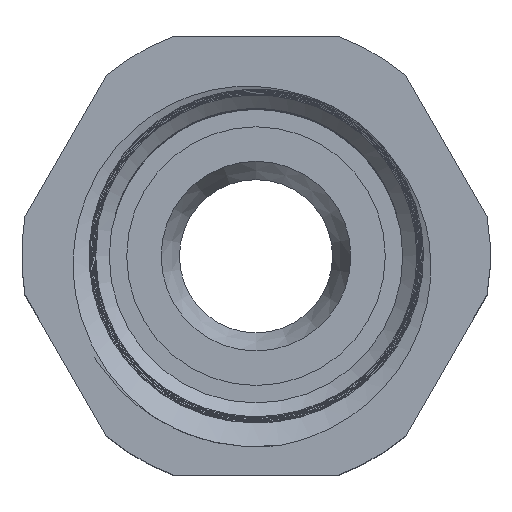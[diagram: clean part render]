
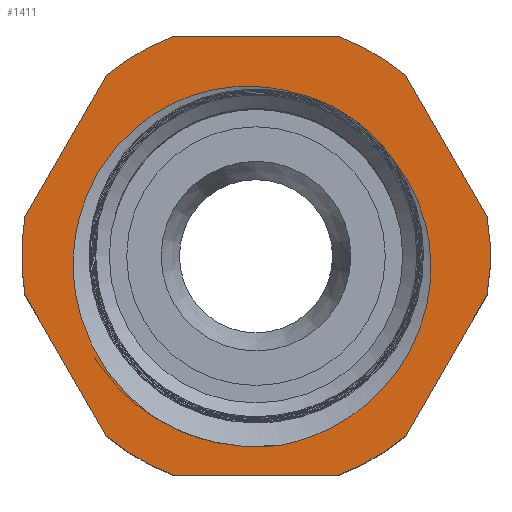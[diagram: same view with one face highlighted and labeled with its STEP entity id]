
A CAD part, top view. The second image highlights one B-rep face of the part: STEP entity #1411.
In plain terms, the highlighted face is planar.
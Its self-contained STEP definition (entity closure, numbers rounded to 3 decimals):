
#81=PLANE('',#1539);
#91=FACE_BOUND('',#226,.T.);
#155=FACE_OUTER_BOUND('',#225,.T.);
#225=EDGE_LOOP('',(#1310,#1311,#1312,#1313,#1314,#1315,#1316,#1317,#1318,
#1319,#1320,#1321));
#226=EDGE_LOOP('',(#1322,#1323,#1324,#1325));
#228=CIRCLE('',#1429,5.22);
#244=CIRCLE('',#1480,6.4);
#245=CIRCLE('',#1483,6.4);
#246=CIRCLE('',#1486,6.4);
#270=CIRCLE('',#1536,6.4);
#271=CIRCLE('',#1538,6.4);
#272=CIRCLE('',#1540,6.4);
#339=B_SPLINE_CURVE_WITH_KNOTS('',3,(#6405,#6406,#6407,#6408,#6409,#6410,
#6411,#6412),.UNSPECIFIED.,.F.,.F.,(4,2,2,4),(0.,0.198,0.32,
0.443),.UNSPECIFIED.);
#342=B_SPLINE_CURVE_WITH_KNOTS('',3,(#7231,#7232,#7233,#7234,#7235,#7236,
#7237,#7238,#7239,#7240,#7241,#7242,#7243,#7244),.UNSPECIFIED.,.F.,.F.,
(4,2,2,2,2,2,4),(0.,0.179,0.414,0.737,
1.037,1.243,1.45),.UNSPECIFIED.);
#347=B_SPLINE_CURVE_WITH_KNOTS('',3,(#8708,#8709,#8710,#8711,#8712,#8713,
#8714,#8715,#8716,#8717,#8718,#8719,#8720,#8721,#8722,#8723,#8724,#8725),
 .UNSPECIFIED.,.F.,.F.,(4,2,2,2,2,2,2,2,4),(0.,0.153,0.272,
0.421,0.568,0.676,0.786,
0.842,0.898),.UNSPECIFIED.);
#384=LINE('',#9306,#455);
#387=LINE('',#9314,#458);
#390=LINE('',#9322,#461);
#391=LINE('',#9325,#462);
#394=LINE('',#9331,#465);
#397=LINE('',#9337,#468);
#455=VECTOR('',#1680,10.);
#458=VECTOR('',#1689,10.);
#461=VECTOR('',#1698,10.);
#462=VECTOR('',#1701,10.);
#465=VECTOR('',#1706,10.);
#468=VECTOR('',#1711,10.);
#510=VERTEX_POINT('',#2141);
#511=VERTEX_POINT('',#2161);
#574=VERTEX_POINT('',#6403);
#575=VERTEX_POINT('',#6404);
#617=VERTEX_POINT('',#9298);
#618=VERTEX_POINT('',#9300);
#619=VERTEX_POINT('',#9304);
#620=VERTEX_POINT('',#9308);
#621=VERTEX_POINT('',#9312);
#622=VERTEX_POINT('',#9316);
#623=VERTEX_POINT('',#9320);
#624=VERTEX_POINT('',#9324);
#625=VERTEX_POINT('',#9328);
#626=VERTEX_POINT('',#9330);
#627=VERTEX_POINT('',#9334);
#628=VERTEX_POINT('',#9336);
#673=EDGE_CURVE('',#511,#510,#228,.T.);
#742=EDGE_CURVE('',#574,#575,#339,.T.);
#745=EDGE_CURVE('',#575,#511,#342,.T.);
#752=EDGE_CURVE('',#510,#574,#347,.T.);
#809=EDGE_CURVE('',#618,#617,#244,.T.);
#812=EDGE_CURVE('',#617,#619,#384,.F.);
#814=EDGE_CURVE('',#619,#620,#245,.T.);
#816=EDGE_CURVE('',#620,#621,#387,.F.);
#818=EDGE_CURVE('',#621,#622,#246,.T.);
#820=EDGE_CURVE('',#622,#623,#390,.F.);
#821=EDGE_CURVE('',#624,#618,#391,.F.);
#824=EDGE_CURVE('',#626,#625,#394,.F.);
#827=EDGE_CURVE('',#628,#627,#397,.F.);
#883=EDGE_CURVE('',#627,#626,#270,.T.);
#884=EDGE_CURVE('',#625,#624,#271,.T.);
#885=EDGE_CURVE('',#623,#628,#272,.T.);
#1310=ORIENTED_EDGE('',*,*,#812,.T.);
#1311=ORIENTED_EDGE('',*,*,#814,.T.);
#1312=ORIENTED_EDGE('',*,*,#816,.T.);
#1313=ORIENTED_EDGE('',*,*,#818,.T.);
#1314=ORIENTED_EDGE('',*,*,#820,.T.);
#1315=ORIENTED_EDGE('',*,*,#885,.T.);
#1316=ORIENTED_EDGE('',*,*,#827,.T.);
#1317=ORIENTED_EDGE('',*,*,#883,.T.);
#1318=ORIENTED_EDGE('',*,*,#824,.T.);
#1319=ORIENTED_EDGE('',*,*,#884,.T.);
#1320=ORIENTED_EDGE('',*,*,#821,.T.);
#1321=ORIENTED_EDGE('',*,*,#809,.T.);
#1322=ORIENTED_EDGE('',*,*,#673,.T.);
#1323=ORIENTED_EDGE('',*,*,#752,.T.);
#1324=ORIENTED_EDGE('',*,*,#742,.T.);
#1325=ORIENTED_EDGE('',*,*,#745,.T.);
#1411=ADVANCED_FACE('',(#155,#91),#81,.T.);
#1429=AXIS2_PLACEMENT_3D('',#2162,#1550,#1551);
#1480=AXIS2_PLACEMENT_3D('',#9301,#1674,#1675);
#1483=AXIS2_PLACEMENT_3D('',#9310,#1684,#1685);
#1486=AXIS2_PLACEMENT_3D('',#9318,#1693,#1694);
#1536=AXIS2_PLACEMENT_3D('',#9450,#1834,#1835);
#1538=AXIS2_PLACEMENT_3D('',#9452,#1838,#1839);
#1539=AXIS2_PLACEMENT_3D('',#9453,#1840,#1841);
#1540=AXIS2_PLACEMENT_3D('',#9454,#1842,#1843);
#1550=DIRECTION('center_axis',(0.,0.,1.));
#1551=DIRECTION('ref_axis',(-1.,0.,0.));
#1674=DIRECTION('center_axis',(0.,0.,-1.));
#1675=DIRECTION('ref_axis',(0.,1.,0.));
#1680=DIRECTION('',(-1.,0.,0.));
#1684=DIRECTION('center_axis',(0.,0.,-1.));
#1685=DIRECTION('ref_axis',(0.,1.,0.));
#1689=DIRECTION('',(-0.5,0.866,0.));
#1693=DIRECTION('center_axis',(0.,0.,-1.));
#1694=DIRECTION('ref_axis',(0.,1.,0.));
#1698=DIRECTION('',(0.5,0.866,0.));
#1701=DIRECTION('',(-0.5,-0.866,0.));
#1706=DIRECTION('',(0.5,-0.866,0.));
#1711=DIRECTION('',(1.,0.,0.));
#1834=DIRECTION('center_axis',(0.,0.,-1.));
#1835=DIRECTION('ref_axis',(0.,1.,0.));
#1838=DIRECTION('center_axis',(0.,0.,-1.));
#1839=DIRECTION('ref_axis',(0.,1.,0.));
#1840=DIRECTION('center_axis',(0.,0.,-1.));
#1841=DIRECTION('ref_axis',(-1.,0.,0.));
#1842=DIRECTION('center_axis',(0.,0.,-1.));
#1843=DIRECTION('ref_axis',(0.,1.,0.));
#2141=CARTESIAN_POINT('',(-2.829,4.384,-7.));
#2161=CARTESIAN_POINT('',(0.63,5.181,-7.));
#2162=CARTESIAN_POINT('Origin',(0.,0.,
-7.));
#6403=CARTESIAN_POINT('',(0.824,-4.507,-7.));
#6404=CARTESIAN_POINT('',(3.766,-2.602,-7.));
#6405=CARTESIAN_POINT('Ctrl Pts',(0.824,-4.507,-7.));
#6406=CARTESIAN_POINT('Ctrl Pts',(1.473,-4.388,-7.));
#6407=CARTESIAN_POINT('Ctrl Pts',(2.015,-4.141,-7.));
#6408=CARTESIAN_POINT('Ctrl Pts',(2.699,-3.71,-7.));
#6409=CARTESIAN_POINT('Ctrl Pts',(2.944,-3.52,-7.));
#6410=CARTESIAN_POINT('Ctrl Pts',(3.391,-3.092,-7.));
#6411=CARTESIAN_POINT('Ctrl Pts',(3.591,-2.857,-7.));
#6412=CARTESIAN_POINT('Ctrl Pts',(3.766,-2.602,-7.));
#7231=CARTESIAN_POINT('Ctrl Pts',(3.766,-2.602,-7.));
#7232=CARTESIAN_POINT('Ctrl Pts',(4.138,-2.133,-7.));
#7233=CARTESIAN_POINT('Ctrl Pts',(4.417,-1.592,-7.));
#7234=CARTESIAN_POINT('Ctrl Pts',(4.808,-0.268,-7.));
#7235=CARTESIAN_POINT('Ctrl Pts',(4.795,0.377,-7.));
#7236=CARTESIAN_POINT('Ctrl Pts',(4.686,1.411,-7.));
#7237=CARTESIAN_POINT('Ctrl Pts',(4.508,2.039,-7.));
#7238=CARTESIAN_POINT('Ctrl Pts',(3.879,3.19,-7.));
#7239=CARTESIAN_POINT('Ctrl Pts',(3.469,3.683,-7.));
#7240=CARTESIAN_POINT('Ctrl Pts',(2.65,4.364,-7.));
#7241=CARTESIAN_POINT('Ctrl Pts',(2.281,4.6,-7.));
#7242=CARTESIAN_POINT('Ctrl Pts',(1.486,4.97,-7.));
#7243=CARTESIAN_POINT('Ctrl Pts',(1.063,5.103,-7.));
#7244=CARTESIAN_POINT('Ctrl Pts',(0.63,5.181,-7.));
#8708=CARTESIAN_POINT('Ctrl Pts',(-2.831,4.383,-7.));
#8709=CARTESIAN_POINT('Ctrl Pts',(-3.246,4.089,-7.));
#8710=CARTESIAN_POINT('Ctrl Pts',(-3.775,3.628,-7.));
#8711=CARTESIAN_POINT('Ctrl Pts',(-4.571,2.348,-7.));
#8712=CARTESIAN_POINT('Ctrl Pts',(-4.812,1.718,-7.));
#8713=CARTESIAN_POINT('Ctrl Pts',(-5.062,0.253,-7.));
#8714=CARTESIAN_POINT('Ctrl Pts',(-4.969,-0.415,
-7.));
#8715=CARTESIAN_POINT('Ctrl Pts',(-4.779,-1.27,-7.));
#8716=CARTESIAN_POINT('Ctrl Pts',(-4.579,-1.927,-7.));
#8717=CARTESIAN_POINT('Ctrl Pts',(-3.743,-3.108,-7.));
#8718=CARTESIAN_POINT('Ctrl Pts',(-3.292,-3.54,-7.));
#8719=CARTESIAN_POINT('Ctrl Pts',(-2.256,-4.212,-7.));
#8720=CARTESIAN_POINT('Ctrl Pts',(-1.679,-4.442,-7.));
#8721=CARTESIAN_POINT('Ctrl Pts',(-0.752,-4.609,
-7.));
#8722=CARTESIAN_POINT('Ctrl Pts',(-0.433,-4.634,
-7.));
#8723=CARTESIAN_POINT('Ctrl Pts',(0.202,-4.618,-7.));
#8724=CARTESIAN_POINT('Ctrl Pts',(0.517,-4.579,-7.));
#8725=CARTESIAN_POINT('Ctrl Pts',(0.824,-4.507,-7.));
#9298=CARTESIAN_POINT('',(-2.227,6.,-7.));
#9300=CARTESIAN_POINT('',(-4.083,4.929,-7.));
#9301=CARTESIAN_POINT('Origin',(0.,0.,-7.));
#9304=CARTESIAN_POINT('',(2.227,6.,-7.));
#9306=CARTESIAN_POINT('',(-0.917,6.,-7.));
#9308=CARTESIAN_POINT('',(4.083,4.929,-7.));
#9310=CARTESIAN_POINT('Origin',(0.,0.,-7.));
#9312=CARTESIAN_POINT('',(6.31,1.071,-7.));
#9314=CARTESIAN_POINT('',(4.197,4.731,-7.));
#9316=CARTESIAN_POINT('',(6.31,-1.071,-7.));
#9318=CARTESIAN_POINT('Origin',(0.,0.,-7.));
#9320=CARTESIAN_POINT('',(4.083,-4.929,-7.));
#9322=CARTESIAN_POINT('',(6.196,-1.269,-7.));
#9324=CARTESIAN_POINT('',(-6.31,1.071,-7.));
#9325=CARTESIAN_POINT('',(-5.113,3.144,-7.));
#9328=CARTESIAN_POINT('',(-6.31,-1.071,-7.));
#9330=CARTESIAN_POINT('',(-4.083,-4.929,-7.));
#9331=CARTESIAN_POINT('',(-5.279,-2.856,-7.));
#9334=CARTESIAN_POINT('',(-2.227,-6.,-7.));
#9336=CARTESIAN_POINT('',(2.227,-6.,-7.));
#9337=CARTESIAN_POINT('',(0.917,-6.,-7.));
#9450=CARTESIAN_POINT('Origin',(0.,0.,-7.));
#9452=CARTESIAN_POINT('Origin',(0.,0.,-7.));
#9453=CARTESIAN_POINT('Origin',(0.,2.5,-7.));
#9454=CARTESIAN_POINT('Origin',(0.,0.,-7.));
